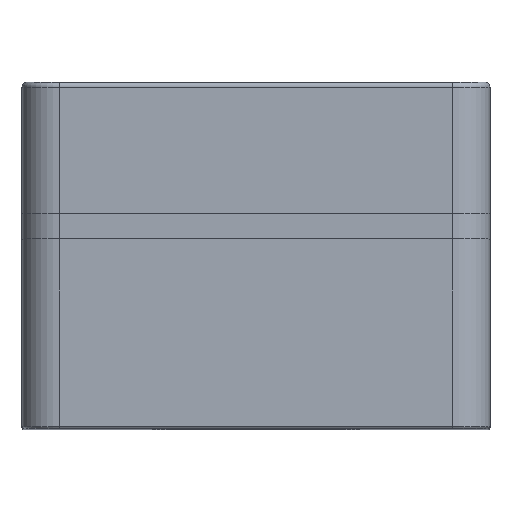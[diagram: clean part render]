
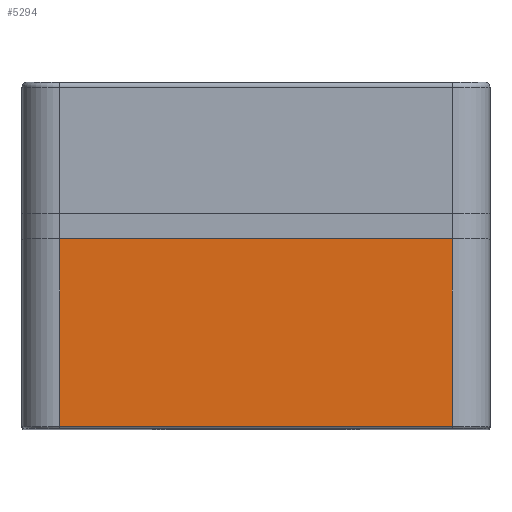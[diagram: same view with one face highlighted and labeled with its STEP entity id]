
A CAD part, top view. The second image highlights one B-rep face of the part: STEP entity #5294.
In plain terms, the highlighted planar face has unit normal (0, 0, 1).
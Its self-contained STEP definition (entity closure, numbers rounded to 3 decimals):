
#148=PLANE('',#5658);
#309=FACE_OUTER_BOUND('',#617,.T.);
#617=EDGE_LOOP('',(#3579,#3580,#3581,#3582));
#1026=LINE('',#8111,#1457);
#1031=LINE('',#8141,#1462);
#1033=LINE('',#8147,#1464);
#1034=LINE('',#8148,#1465);
#1457=VECTOR('',#6331,10.);
#1462=VECTOR('',#6368,10.);
#1464=VECTOR('',#6374,10.);
#1465=VECTOR('',#6375,10.);
#2248=VERTEX_POINT('',#8101);
#2250=VERTEX_POINT('',#8107);
#2260=VERTEX_POINT('',#8140);
#2262=VERTEX_POINT('',#8146);
#2758=EDGE_CURVE('',#2248,#2250,#1026,.T.);
#2773=EDGE_CURVE('',#2260,#2250,#1031,.T.);
#2776=EDGE_CURVE('',#2262,#2248,#1033,.T.);
#2777=EDGE_CURVE('',#2262,#2260,#1034,.T.);
#3579=ORIENTED_EDGE('',*,*,#2758,.F.);
#3580=ORIENTED_EDGE('',*,*,#2776,.F.);
#3581=ORIENTED_EDGE('',*,*,#2777,.T.);
#3582=ORIENTED_EDGE('',*,*,#2773,.T.);
#5294=ADVANCED_FACE('',(#309),#148,.T.);
#5658=AXIS2_PLACEMENT_3D('',#8145,#6372,#6373);
#6331=DIRECTION('',(-1.,0.,0.));
#6368=DIRECTION('',(0.,-1.,0.));
#6372=DIRECTION('center_axis',(0.,0.,1.));
#6373=DIRECTION('ref_axis',(-1.,0.,0.));
#6374=DIRECTION('',(0.,-1.,0.));
#6375=DIRECTION('',(-1.,0.,0.));
#8101=CARTESIAN_POINT('',(34.,-27.2,0.));
#8107=CARTESIAN_POINT('',(3.,-27.2,0.));
#8111=CARTESIAN_POINT('',(26.25,-27.2,0.));
#8140=CARTESIAN_POINT('',(3.,-12.4,0.));
#8141=CARTESIAN_POINT('',(3.,-12.4,0.));
#8145=CARTESIAN_POINT('Origin',(34.,-12.4,0.));
#8146=CARTESIAN_POINT('',(34.,-12.4,0.));
#8147=CARTESIAN_POINT('',(34.,-12.4,0.));
#8148=CARTESIAN_POINT('',(34.,-12.4,0.));
